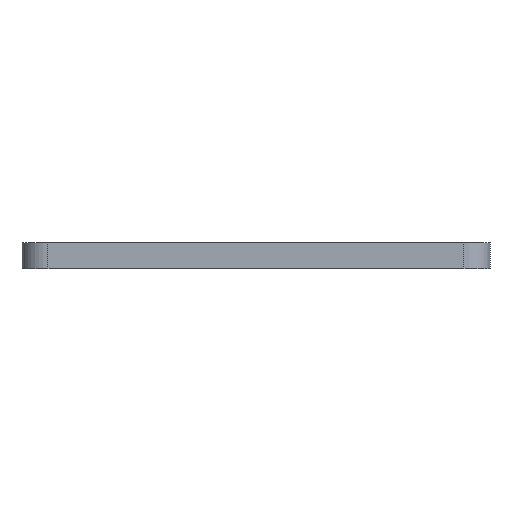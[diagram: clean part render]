
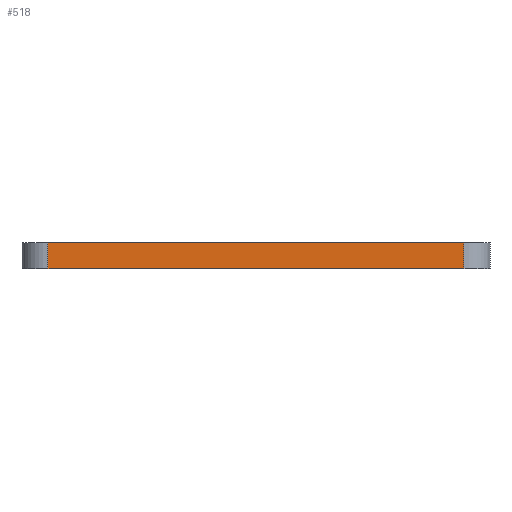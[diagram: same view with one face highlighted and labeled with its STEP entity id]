
A CAD part, left-side view. The second image highlights one B-rep face of the part: STEP entity #518.
In plain terms, the highlighted planar face has unit normal (-1, 0, 0).
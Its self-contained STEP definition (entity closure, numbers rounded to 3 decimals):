
#89 = DIRECTION ( 'NONE',  ( 0., -1., 0. ) ) ;
#152 = CARTESIAN_POINT ( 'NONE',  ( -29., -18., 1. ) ) ;
#189 = DIRECTION ( 'NONE',  ( 0., 0., 1. ) ) ;
#222 = CARTESIAN_POINT ( 'NONE',  ( -29., -18., 3. ) ) ;
#270 = AXIS2_PLACEMENT_3D ( 'NONE', #837, #368, #1304 ) ;
#318 = ORIENTED_EDGE ( 'NONE', *, *, #418, .T. ) ;
#333 = CARTESIAN_POINT ( 'NONE',  ( -29., -16., 3. ) ) ;
#339 = VECTOR ( 'NONE', #189, 1000. ) ;
#340 = EDGE_CURVE ( 'NONE', #1115, #1244, #395, .T. ) ;
#368 = DIRECTION ( 'NONE',  ( 1., 0., 0. ) ) ;
#395 = LINE ( 'NONE', #152, #1031 ) ;
#418 = EDGE_CURVE ( 'NONE', #923, #1244, #894, .T. ) ;
#464 = EDGE_LOOP ( 'NONE', ( #318, #751, #1355, #842 ) ) ;
#471 = CARTESIAN_POINT ( 'NONE',  ( -29., 16., 1. ) ) ;
#518 = ADVANCED_FACE ( 'NONE', ( #1416 ), #944, .F. ) ;
#607 = CARTESIAN_POINT ( 'NONE',  ( -29., 16., 3. ) ) ;
#646 = EDGE_CURVE ( 'NONE', #1115, #823, #1471, .T. ) ;
#737 = EDGE_CURVE ( 'NONE', #923, #823, #1139, .T. ) ;
#751 = ORIENTED_EDGE ( 'NONE', *, *, #340, .F. ) ;
#769 = CARTESIAN_POINT ( 'NONE',  ( -29., -16., 3. ) ) ;
#823 = VERTEX_POINT ( 'NONE', #333 ) ;
#837 = CARTESIAN_POINT ( 'NONE',  ( -29., -18., 3. ) ) ;
#842 = ORIENTED_EDGE ( 'NONE', *, *, #737, .F. ) ;
#894 = LINE ( 'NONE', #1248, #1306 ) ;
#923 = VERTEX_POINT ( 'NONE', #607 ) ;
#944 = PLANE ( 'NONE',  #270 ) ;
#1031 = VECTOR ( 'NONE', #1337, 1000. ) ;
#1055 = DIRECTION ( 'NONE',  ( 0., 0., -1. ) ) ;
#1115 = VERTEX_POINT ( 'NONE', #1446 ) ;
#1139 = LINE ( 'NONE', #222, #1341 ) ;
#1244 = VERTEX_POINT ( 'NONE', #471 ) ;
#1248 = CARTESIAN_POINT ( 'NONE',  ( -29., 16., 3. ) ) ;
#1304 = DIRECTION ( 'NONE',  ( 0., 0., -1. ) ) ;
#1306 = VECTOR ( 'NONE', #1055, 1000. ) ;
#1337 = DIRECTION ( 'NONE',  ( 0., 1., 0. ) ) ;
#1341 = VECTOR ( 'NONE', #89, 1000. ) ;
#1355 = ORIENTED_EDGE ( 'NONE', *, *, #646, .T. ) ;
#1416 = FACE_OUTER_BOUND ( 'NONE', #464, .T. ) ;
#1446 = CARTESIAN_POINT ( 'NONE',  ( -29., -16., 1. ) ) ;
#1471 = LINE ( 'NONE', #769, #339 ) ;
